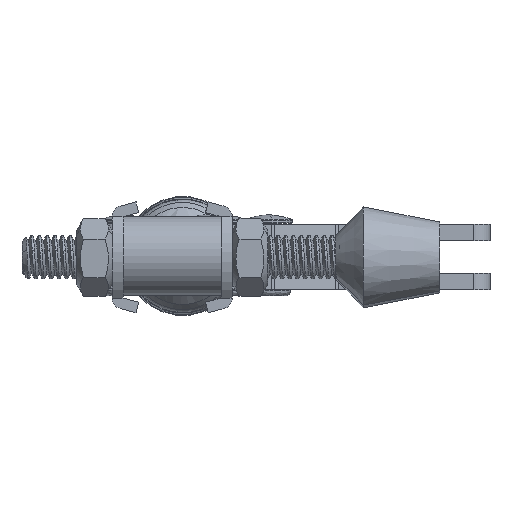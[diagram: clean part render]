
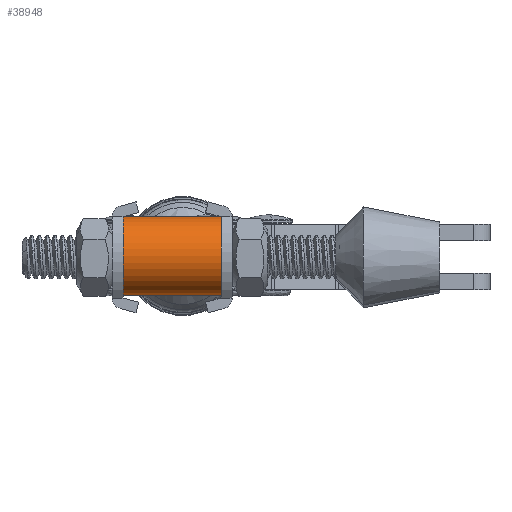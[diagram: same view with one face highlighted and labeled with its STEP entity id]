
A CAD part, left-side view. The second image highlights one B-rep face of the part: STEP entity #38948.
In plain terms, the highlighted cylindrical face has radius 7.2 mm (diameter 14.4 mm), a partial arc.
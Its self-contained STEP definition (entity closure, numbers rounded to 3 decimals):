
#3085 = CARTESIAN_POINT ( 'NONE',  ( 0., 32., 0. ) ) ;
#3167 = CARTESIAN_POINT ( 'NONE',  ( 0., 25.25, -7.2 ) ) ;
#3732 = LINE ( 'NONE', #26222, #3919 ) ;
#3919 = VECTOR ( 'NONE', #26154, 1000. ) ;
#6040 = AXIS2_PLACEMENT_3D ( 'NONE', #6604, #6571, #6549 ) ;
#6549 = DIRECTION ( 'NONE',  ( 0., 0., -1. ) ) ;
#6571 = DIRECTION ( 'NONE',  ( 0., -1., 0. ) ) ;
#6604 = CARTESIAN_POINT ( 'NONE',  ( 0., 7.25, 0. ) ) ;
#7126 = EDGE_LOOP ( 'NONE', ( #11389, #22043, #42212, #46285 ) ) ;
#8206 = DIRECTION ( 'NONE',  ( 0., -1., 0. ) ) ;
#8326 = CARTESIAN_POINT ( 'NONE',  ( 0., 32., -7.2 ) ) ;
#10168 = EDGE_CURVE ( 'NONE', #14983, #31616, #20541, .T. ) ;
#11389 = ORIENTED_EDGE ( 'NONE', *, *, #37875, .F. ) ;
#11680 = EDGE_CURVE ( 'NONE', #34429, #42677, #3732, .T. ) ;
#14983 = VERTEX_POINT ( 'NONE', #3167 ) ;
#17608 = DIRECTION ( 'NONE',  ( 0., 1., 0. ) ) ;
#18772 = AXIS2_PLACEMENT_3D ( 'NONE', #40757, #17608, #44660 ) ;
#20541 = LINE ( 'NONE', #8326, #21746 ) ;
#21746 = VECTOR ( 'NONE', #8206, 1000. ) ;
#22043 = ORIENTED_EDGE ( 'NONE', *, *, #10168, .T. ) ;
#25112 = FACE_OUTER_BOUND ( 'NONE', #7126, .T. ) ;
#25659 = CIRCLE ( 'NONE', #18772, 7.2 ) ;
#25709 = CYLINDRICAL_SURFACE ( 'NONE', #39011, 7.2 ) ;
#25795 = DIRECTION ( 'NONE',  ( 0., -1., 0. ) ) ;
#26154 = DIRECTION ( 'NONE',  ( 0., 1., 0. ) ) ;
#26222 = CARTESIAN_POINT ( 'NONE',  ( 0., 32., 7.2 ) ) ;
#30129 = EDGE_CURVE ( 'NONE', #34429, #31616, #44751, .T. ) ;
#31486 = CARTESIAN_POINT ( 'NONE',  ( 0., 7.25, 7.2 ) ) ;
#31616 = VERTEX_POINT ( 'NONE', #41387 ) ;
#34429 = VERTEX_POINT ( 'NONE', #31486 ) ;
#37326 = DIRECTION ( 'NONE',  ( 0., 0., -1. ) ) ;
#37875 = EDGE_CURVE ( 'NONE', #14983, #42677, #25659, .T. ) ;
#38948 = ADVANCED_FACE ( 'NONE', ( #25112 ), #25709, .T. ) ;
#39011 = AXIS2_PLACEMENT_3D ( 'NONE', #3085, #25795, #37326 ) ;
#40757 = CARTESIAN_POINT ( 'NONE',  ( 0., 25.25, 0. ) ) ;
#41387 = CARTESIAN_POINT ( 'NONE',  ( 0., 7.25, -7.2 ) ) ;
#42212 = ORIENTED_EDGE ( 'NONE', *, *, #30129, .F. ) ;
#42677 = VERTEX_POINT ( 'NONE', #43530 ) ;
#43530 = CARTESIAN_POINT ( 'NONE',  ( 0., 25.25, 7.2 ) ) ;
#44660 = DIRECTION ( 'NONE',  ( 0., 0., -1. ) ) ;
#44751 = CIRCLE ( 'NONE', #6040, 7.2 ) ;
#46285 = ORIENTED_EDGE ( 'NONE', *, *, #11680, .T. ) ;
